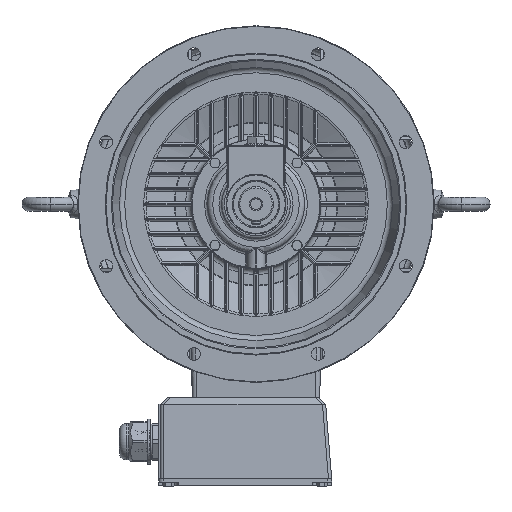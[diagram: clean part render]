
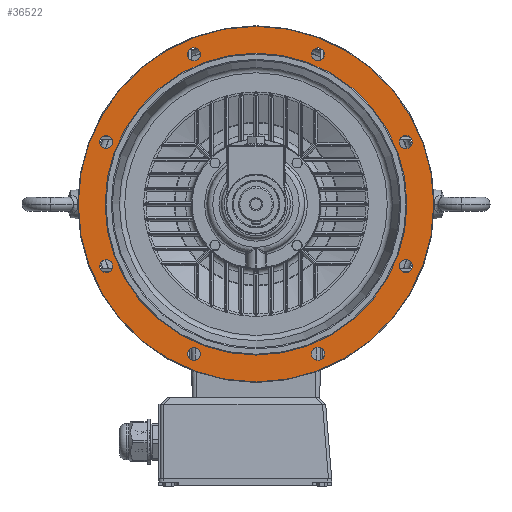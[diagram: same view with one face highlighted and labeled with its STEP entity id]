
A CAD part, left-side view. The second image highlights one B-rep face of the part: STEP entity #36522.
In plain terms, the highlighted planar face has unit normal (-1, 0, 0).
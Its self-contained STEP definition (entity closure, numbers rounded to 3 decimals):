
#9872=PLANE('',#112388);
#36522=ADVANCED_FACE('',(#40761,#40762,#40763,#40764,#40765,#40766,#40767,
#40768,#40769,#40770),#9872,.T.);
#40761=FACE_BOUND('',#46391,.T.);
#40762=FACE_BOUND('',#46392,.T.);
#40763=FACE_BOUND('',#46393,.T.);
#40764=FACE_BOUND('',#46394,.T.);
#40765=FACE_BOUND('',#46395,.T.);
#40766=FACE_BOUND('',#46396,.T.);
#40767=FACE_BOUND('',#46397,.T.);
#40768=FACE_BOUND('',#46398,.T.);
#40769=FACE_BOUND('',#46399,.T.);
#40770=FACE_BOUND('',#46400,.T.);
#46391=EDGE_LOOP('',(#69894));
#46392=EDGE_LOOP('',(#69895,#69896));
#46393=EDGE_LOOP('',(#69897,#69898));
#46394=EDGE_LOOP('',(#69899,#69900));
#46395=EDGE_LOOP('',(#69901,#69902));
#46396=EDGE_LOOP('',(#69903,#69904));
#46397=EDGE_LOOP('',(#69905,#69906));
#46398=EDGE_LOOP('',(#69907,#69908));
#46399=EDGE_LOOP('',(#69909,#69910));
#46400=EDGE_LOOP('',(#69911));
#69894=ORIENTED_EDGE('',*,*,#99940,.T.);
#69895=ORIENTED_EDGE('',*,*,#99941,.F.);
#69896=ORIENTED_EDGE('',*,*,#99942,.F.);
#69897=ORIENTED_EDGE('',*,*,#99943,.F.);
#69898=ORIENTED_EDGE('',*,*,#99944,.F.);
#69899=ORIENTED_EDGE('',*,*,#99945,.F.);
#69900=ORIENTED_EDGE('',*,*,#99946,.F.);
#69901=ORIENTED_EDGE('',*,*,#99947,.F.);
#69902=ORIENTED_EDGE('',*,*,#99948,.F.);
#69903=ORIENTED_EDGE('',*,*,#99949,.F.);
#69904=ORIENTED_EDGE('',*,*,#99950,.F.);
#69905=ORIENTED_EDGE('',*,*,#99951,.F.);
#69906=ORIENTED_EDGE('',*,*,#99952,.F.);
#69907=ORIENTED_EDGE('',*,*,#99953,.F.);
#69908=ORIENTED_EDGE('',*,*,#99954,.F.);
#69909=ORIENTED_EDGE('',*,*,#99955,.F.);
#69910=ORIENTED_EDGE('',*,*,#99956,.F.);
#69911=ORIENTED_EDGE('',*,*,#99957,.F.);
#86122=VERTEX_POINT('',#174918);
#86123=VERTEX_POINT('',#174920);
#86124=VERTEX_POINT('',#174921);
#86125=VERTEX_POINT('',#174924);
#86126=VERTEX_POINT('',#174925);
#86127=VERTEX_POINT('',#174928);
#86128=VERTEX_POINT('',#174929);
#86129=VERTEX_POINT('',#174932);
#86130=VERTEX_POINT('',#174933);
#86131=VERTEX_POINT('',#174936);
#86132=VERTEX_POINT('',#174937);
#86133=VERTEX_POINT('',#174940);
#86134=VERTEX_POINT('',#174941);
#86135=VERTEX_POINT('',#174944);
#86136=VERTEX_POINT('',#174945);
#86137=VERTEX_POINT('',#174948);
#86138=VERTEX_POINT('',#174949);
#86139=VERTEX_POINT('',#174952);
#99940=EDGE_CURVE('',#86122,#86122,#105906,.T.);
#99941=EDGE_CURVE('',#86123,#86124,#105907,.T.);
#99942=EDGE_CURVE('',#86124,#86123,#105908,.T.);
#99943=EDGE_CURVE('',#86125,#86126,#105909,.T.);
#99944=EDGE_CURVE('',#86126,#86125,#105910,.T.);
#99945=EDGE_CURVE('',#86127,#86128,#105911,.T.);
#99946=EDGE_CURVE('',#86128,#86127,#105912,.T.);
#99947=EDGE_CURVE('',#86129,#86130,#105913,.T.);
#99948=EDGE_CURVE('',#86130,#86129,#105914,.T.);
#99949=EDGE_CURVE('',#86131,#86132,#105915,.T.);
#99950=EDGE_CURVE('',#86132,#86131,#105916,.T.);
#99951=EDGE_CURVE('',#86133,#86134,#105917,.T.);
#99952=EDGE_CURVE('',#86134,#86133,#105918,.T.);
#99953=EDGE_CURVE('',#86135,#86136,#105919,.T.);
#99954=EDGE_CURVE('',#86136,#86135,#105920,.T.);
#99955=EDGE_CURVE('',#86137,#86138,#105921,.T.);
#99956=EDGE_CURVE('',#86138,#86137,#105922,.T.);
#99957=EDGE_CURVE('',#86139,#86139,#105923,.T.);
#105906=CIRCLE('',#112370,329.);
#105907=CIRCLE('',#112371,12.);
#105908=CIRCLE('',#112372,12.);
#105909=CIRCLE('',#112373,12.);
#105910=CIRCLE('',#112374,12.);
#105911=CIRCLE('',#112375,12.);
#105912=CIRCLE('',#112376,12.);
#105913=CIRCLE('',#112377,12.);
#105914=CIRCLE('',#112378,12.);
#105915=CIRCLE('',#112379,12.);
#105916=CIRCLE('',#112380,12.);
#105917=CIRCLE('',#112381,12.);
#105918=CIRCLE('',#112382,12.);
#105919=CIRCLE('',#112383,12.);
#105920=CIRCLE('',#112384,12.);
#105921=CIRCLE('',#112385,12.);
#105922=CIRCLE('',#112386,12.);
#105923=CIRCLE('',#112387,279.289);
#112370=AXIS2_PLACEMENT_3D('',#174917,#133877,#133878);
#112371=AXIS2_PLACEMENT_3D('',#174919,#133879,#133880);
#112372=AXIS2_PLACEMENT_3D('',#174922,#133881,#133882);
#112373=AXIS2_PLACEMENT_3D('',#174923,#133883,#133884);
#112374=AXIS2_PLACEMENT_3D('',#174926,#133885,#133886);
#112375=AXIS2_PLACEMENT_3D('',#174927,#133887,#133888);
#112376=AXIS2_PLACEMENT_3D('',#174930,#133889,#133890);
#112377=AXIS2_PLACEMENT_3D('',#174931,#133891,#133892);
#112378=AXIS2_PLACEMENT_3D('',#174934,#133893,#133894);
#112379=AXIS2_PLACEMENT_3D('',#174935,#133895,#133896);
#112380=AXIS2_PLACEMENT_3D('',#174938,#133897,#133898);
#112381=AXIS2_PLACEMENT_3D('',#174939,#133899,#133900);
#112382=AXIS2_PLACEMENT_3D('',#174942,#133901,#133902);
#112383=AXIS2_PLACEMENT_3D('',#174943,#133903,#133904);
#112384=AXIS2_PLACEMENT_3D('',#174946,#133905,#133906);
#112385=AXIS2_PLACEMENT_3D('',#174947,#133907,#133908);
#112386=AXIS2_PLACEMENT_3D('',#174950,#133909,#133910);
#112387=AXIS2_PLACEMENT_3D('',#174951,#133911,#133912);
#112388=AXIS2_PLACEMENT_3D('',#174953,#133913,#133914);
#133877=DIRECTION('',(-1.,0.,0.));
#133878=DIRECTION('',(0.,0.,1.));
#133879=DIRECTION('',(-1.,0.,0.));
#133880=DIRECTION('',(0.,0.707,0.707));
#133881=DIRECTION('',(-1.,0.,0.));
#133882=DIRECTION('',(0.,-0.707,-0.707));
#133883=DIRECTION('',(-1.,0.,0.));
#133884=DIRECTION('',(0.,0.,1.));
#133885=DIRECTION('',(-1.,0.,0.));
#133886=DIRECTION('',(0.,0.,-1.));
#133887=DIRECTION('',(-1.,0.,0.));
#133888=DIRECTION('',(0.,-0.707,0.707));
#133889=DIRECTION('',(-1.,0.,0.));
#133890=DIRECTION('',(0.,0.707,-0.707));
#133891=DIRECTION('',(-1.,0.,0.));
#133892=DIRECTION('',(0.,-1.,0.));
#133893=DIRECTION('',(-1.,0.,0.));
#133894=DIRECTION('',(0.,1.,0.));
#133895=DIRECTION('',(-1.,0.,0.));
#133896=DIRECTION('',(0.,-0.707,-0.707));
#133897=DIRECTION('',(-1.,0.,0.));
#133898=DIRECTION('',(0.,0.707,0.707));
#133899=DIRECTION('',(-1.,0.,0.));
#133900=DIRECTION('',(0.,0.,-1.));
#133901=DIRECTION('',(-1.,0.,0.));
#133902=DIRECTION('',(0.,0.,1.));
#133903=DIRECTION('',(-1.,0.,0.));
#133904=DIRECTION('',(0.,0.707,-0.707));
#133905=DIRECTION('',(-1.,0.,0.));
#133906=DIRECTION('',(0.,-0.707,0.707));
#133907=DIRECTION('',(-1.,0.,0.));
#133908=DIRECTION('',(0.,1.,0.));
#133909=DIRECTION('',(-1.,0.,0.));
#133910=DIRECTION('',(0.,-1.,0.));
#133911=DIRECTION('',(-1.,0.,0.));
#133912=DIRECTION('',(0.,0.,1.));
#133913=DIRECTION('',(-1.,0.,0.));
#133914=DIRECTION('',(0.,0.,1.));
#174917=CARTESIAN_POINT('',(-118.583,327.783,-327.783));
#174918=CARTESIAN_POINT('',(-118.583,327.783,1.217));
#174919=CARTESIAN_POINT('',(-118.583,212.978,-50.619));
#174920=CARTESIAN_POINT('',(-118.583,221.463,-42.134));
#174921=CARTESIAN_POINT('',(-118.583,204.492,-59.104));
#174922=CARTESIAN_POINT('',(-118.583,212.978,-50.619));
#174923=CARTESIAN_POINT('',(-118.583,50.619,-212.978));
#174924=CARTESIAN_POINT('',(-118.583,50.619,-200.978));
#174925=CARTESIAN_POINT('',(-118.583,50.619,-224.978));
#174926=CARTESIAN_POINT('',(-118.583,50.619,-212.978));
#174927=CARTESIAN_POINT('',(-118.583,50.619,-442.588));
#174928=CARTESIAN_POINT('',(-118.583,42.134,-434.102));
#174929=CARTESIAN_POINT('',(-118.583,59.104,-451.073));
#174930=CARTESIAN_POINT('',(-118.583,50.619,-442.588));
#174931=CARTESIAN_POINT('',(-118.583,212.978,-604.947));
#174932=CARTESIAN_POINT('',(-118.583,200.978,-604.947));
#174933=CARTESIAN_POINT('',(-118.583,224.978,-604.947));
#174934=CARTESIAN_POINT('',(-118.583,212.978,-604.947));
#174935=CARTESIAN_POINT('',(-118.583,442.588,-604.947));
#174936=CARTESIAN_POINT('',(-118.583,434.102,-613.432));
#174937=CARTESIAN_POINT('',(-118.583,451.073,-596.461));
#174938=CARTESIAN_POINT('',(-118.583,442.588,-604.947));
#174939=CARTESIAN_POINT('',(-118.583,604.947,-442.588));
#174940=CARTESIAN_POINT('',(-118.583,604.947,-454.588));
#174941=CARTESIAN_POINT('',(-118.583,604.947,-430.588));
#174942=CARTESIAN_POINT('',(-118.583,604.947,-442.588));
#174943=CARTESIAN_POINT('',(-118.583,604.947,-212.978));
#174944=CARTESIAN_POINT('',(-118.583,613.432,-221.463));
#174945=CARTESIAN_POINT('',(-118.583,596.461,-204.492));
#174946=CARTESIAN_POINT('',(-118.583,604.947,-212.978));
#174947=CARTESIAN_POINT('',(-118.583,442.588,-50.619));
#174948=CARTESIAN_POINT('',(-118.583,454.588,-50.619));
#174949=CARTESIAN_POINT('',(-118.583,430.588,-50.619));
#174950=CARTESIAN_POINT('',(-118.583,442.588,-50.619));
#174951=CARTESIAN_POINT('',(-118.583,327.783,-327.783));
#174952=CARTESIAN_POINT('',(-118.583,327.783,-48.494));
#174953=CARTESIAN_POINT('',(-118.583,327.783,-327.783));
